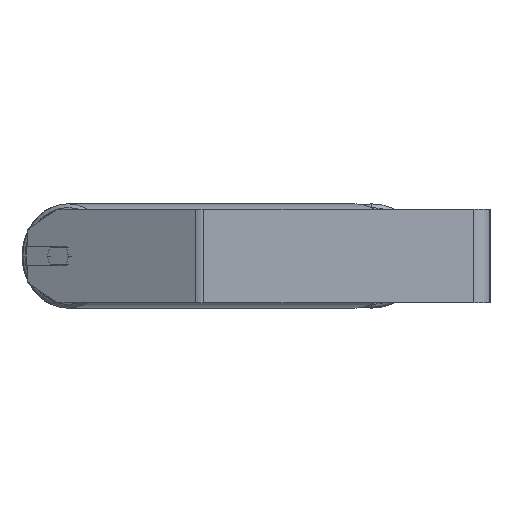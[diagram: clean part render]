
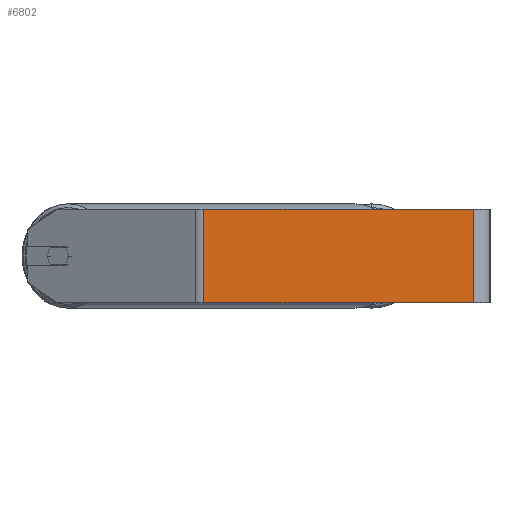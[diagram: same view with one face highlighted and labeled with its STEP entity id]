
A CAD part, left-side view. The second image highlights one B-rep face of the part: STEP entity #6802.
In plain terms, the highlighted planar face has unit normal (-1, 0, 0).
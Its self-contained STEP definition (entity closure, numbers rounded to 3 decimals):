
#67 = CARTESIAN_POINT ( 'NONE',  ( -800., 14., 40. ) ) ;
#388 = LINE ( 'NONE', #8492, #7915 ) ;
#520 = VERTEX_POINT ( 'NONE', #529 ) ;
#529 = CARTESIAN_POINT ( 'NONE',  ( -800., 244.334, -40. ) ) ;
#830 = VECTOR ( 'NONE', #1627, 1000. ) ;
#1144 = AXIS2_PLACEMENT_3D ( 'NONE', #6155, #7343, #2125 ) ;
#1627 = DIRECTION ( 'NONE',  ( 0., 0., -1. ) ) ;
#1705 = VECTOR ( 'NONE', #1956, 1000. ) ;
#1859 = DIRECTION ( 'NONE',  ( 0., -1., 0. ) ) ;
#1928 = ORIENTED_EDGE ( 'NONE', *, *, #5789, .T. ) ;
#1956 = DIRECTION ( 'NONE',  ( 0., -1., 0. ) ) ;
#2073 = PLANE ( 'NONE',  #1144 ) ;
#2114 = DIRECTION ( 'NONE',  ( 0., 0., -1. ) ) ;
#2125 = DIRECTION ( 'NONE',  ( 0., 0., -1. ) ) ;
#2340 = ORIENTED_EDGE ( 'NONE', *, *, #4565, .F. ) ;
#2784 = LINE ( 'NONE', #67, #3244 ) ;
#3172 = VERTEX_POINT ( 'NONE', #5010 ) ;
#3244 = VECTOR ( 'NONE', #2114, 1000. ) ;
#3455 = FACE_OUTER_BOUND ( 'NONE', #4426, .T. ) ;
#3480 = ORIENTED_EDGE ( 'NONE', *, *, #6393, .F. ) ;
#3751 = VERTEX_POINT ( 'NONE', #5221 ) ;
#3780 = VERTEX_POINT ( 'NONE', #7496 ) ;
#4133 = LINE ( 'NONE', #6031, #1705 ) ;
#4378 = LINE ( 'NONE', #6408, #830 ) ;
#4426 = EDGE_LOOP ( 'NONE', ( #7111, #2340, #3480, #1928 ) ) ;
#4565 = EDGE_CURVE ( 'NONE', #3172, #3751, #2784, .T. ) ;
#5010 = CARTESIAN_POINT ( 'NONE',  ( -800., 14., 40. ) ) ;
#5221 = CARTESIAN_POINT ( 'NONE',  ( -800., 14., -40. ) ) ;
#5789 = EDGE_CURVE ( 'NONE', #3780, #520, #4378, .T. ) ;
#6031 = CARTESIAN_POINT ( 'NONE',  ( -800., 248.085, 40. ) ) ;
#6155 = CARTESIAN_POINT ( 'NONE',  ( -800., 248.085, 40. ) ) ;
#6393 = EDGE_CURVE ( 'NONE', #3780, #3172, #4133, .T. ) ;
#6408 = CARTESIAN_POINT ( 'NONE',  ( -800., 244.334, 40. ) ) ;
#6802 = ADVANCED_FACE ( 'NONE', ( #3455 ), #2073, .F. ) ;
#7094 = EDGE_CURVE ( 'NONE', #520, #3751, #388, .T. ) ;
#7111 = ORIENTED_EDGE ( 'NONE', *, *, #7094, .T. ) ;
#7343 = DIRECTION ( 'NONE',  ( 1., 0., 0. ) ) ;
#7496 = CARTESIAN_POINT ( 'NONE',  ( -800., 244.334, 40. ) ) ;
#7915 = VECTOR ( 'NONE', #1859, 1000. ) ;
#8492 = CARTESIAN_POINT ( 'NONE',  ( -800., 248.085, -40. ) ) ;
